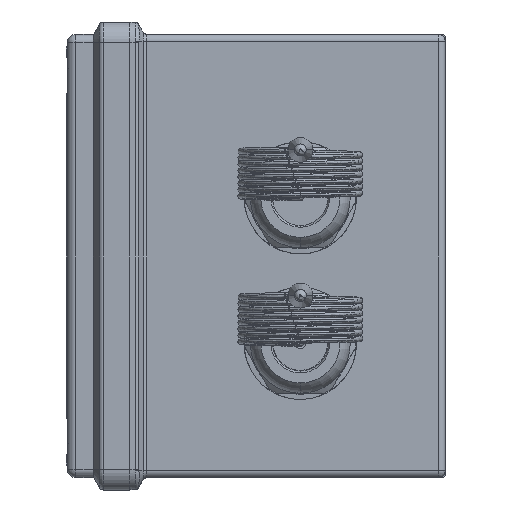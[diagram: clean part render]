
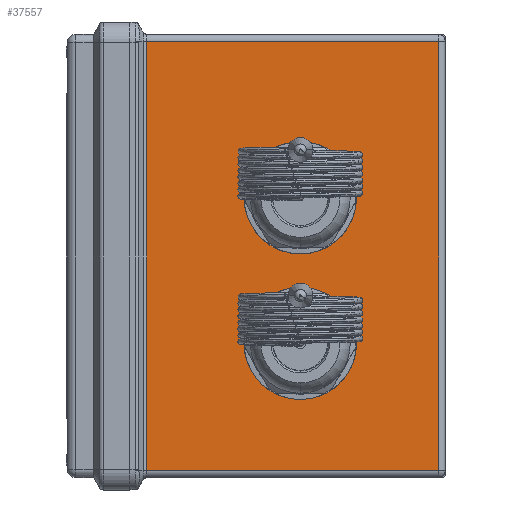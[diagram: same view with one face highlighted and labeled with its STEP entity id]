
A CAD part, left-side view. The second image highlights one B-rep face of the part: STEP entity #37557.
In plain terms, the highlighted planar face has unit normal (-1, 0, 0).
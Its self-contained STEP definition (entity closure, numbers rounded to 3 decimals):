
#1183 = DIRECTION ( 'NONE',  ( 0., 0., 1. ) ) ;
#1407 = CIRCLE ( 'NONE', #29593, 10.25 ) ;
#5694 = DIRECTION ( 'NONE',  ( -1., 0., 0. ) ) ;
#7556 = CARTESIAN_POINT ( 'NONE',  ( -82.3, -75.8, -53.3 ) ) ;
#8585 = VERTEX_POINT ( 'NONE', #26784 ) ;
#9618 = VERTEX_POINT ( 'NONE', #82480 ) ;
#9703 = FACE_BOUND ( 'NONE', #31731, .T. ) ;
#9844 = ORIENTED_EDGE ( 'NONE', *, *, #28213, .F. ) ;
#10398 = EDGE_CURVE ( 'NONE', #27965, #34826, #48642, .T. ) ;
#10442 = CARTESIAN_POINT ( 'NONE',  ( -82.3, -41., 14. ) ) ;
#11376 = AXIS2_PLACEMENT_3D ( 'NONE', #44934, #5694, #51481 ) ;
#12298 = CARTESIAN_POINT ( 'NONE',  ( -82.3, -4.056, -53.3 ) ) ;
#15078 = CARTESIAN_POINT ( 'NONE',  ( -82.3, -4.056, 51.5 ) ) ;
#15826 = CARTESIAN_POINT ( 'NONE',  ( -82.3, -41., 3.75 ) ) ;
#15909 = CIRCLE ( 'NONE', #11376, 10.25 ) ;
#16570 = VECTOR ( 'NONE', #1183, 1000. ) ;
#16861 = FACE_OUTER_BOUND ( 'NONE', #36321, .T. ) ;
#17015 = DIRECTION ( 'NONE',  ( 0., 0., 1. ) ) ;
#17052 = AXIS2_PLACEMENT_3D ( 'NONE', #10442, #56200, #17015 ) ;
#18523 = EDGE_CURVE ( 'NONE', #46397, #25334, #15909, .T. ) ;
#18611 = LINE ( 'NONE', #66578, #16570 ) ;
#19692 = ORIENTED_EDGE ( 'NONE', *, *, #30332, .F. ) ;
#20818 = DIRECTION ( 'NONE',  ( -1., 0., 0. ) ) ;
#22610 = ORIENTED_EDGE ( 'NONE', *, *, #68929, .T. ) ;
#25068 = DIRECTION ( 'NONE',  ( -1., 0., 0. ) ) ;
#25334 = VERTEX_POINT ( 'NONE', #39331 ) ;
#26109 = EDGE_CURVE ( 'NONE', #38439, #27965, #84321, .T. ) ;
#26447 = CARTESIAN_POINT ( 'NONE',  ( -82.3, -41., -31.25 ) ) ;
#26784 = CARTESIAN_POINT ( 'NONE',  ( -82.3, -41., 24.25 ) ) ;
#27006 = ORIENTED_EDGE ( 'NONE', *, *, #10398, .T. ) ;
#27328 = ORIENTED_EDGE ( 'NONE', *, *, #26109, .T. ) ;
#27965 = VERTEX_POINT ( 'NONE', #75090 ) ;
#28213 = EDGE_CURVE ( 'NONE', #8585, #78954, #1407, .T. ) ;
#28793 = CARTESIAN_POINT ( 'NONE',  ( -82.3, -41., 14. ) ) ;
#29593 = AXIS2_PLACEMENT_3D ( 'NONE', #28793, #74479, #35370 ) ;
#30332 = EDGE_CURVE ( 'NONE', #78954, #8585, #48353, .T. ) ;
#31083 = AXIS2_PLACEMENT_3D ( 'NONE', #64227, #25068, #70826 ) ;
#31731 = EDGE_LOOP ( 'NONE', ( #36550, #47241 ) ) ;
#34239 = FACE_BOUND ( 'NONE', #34377, .T. ) ;
#34377 = EDGE_LOOP ( 'NONE', ( #9844, #19692 ) ) ;
#34553 = VECTOR ( 'NONE', #58058, 1000. ) ;
#34826 = VERTEX_POINT ( 'NONE', #56739 ) ;
#35370 = DIRECTION ( 'NONE',  ( 0., 0., 1. ) ) ;
#36321 = EDGE_LOOP ( 'NONE', ( #27006, #22610, #67079, #27328 ) ) ;
#36550 = ORIENTED_EDGE ( 'NONE', *, *, #37729, .F. ) ;
#37557 = ADVANCED_FACE ( 'NONE', ( #34239, #9703, #16861 ), #72824, .T. ) ;
#37729 = EDGE_CURVE ( 'NONE', #25334, #46397, #62895, .T. ) ;
#38439 = VERTEX_POINT ( 'NONE', #15078 ) ;
#39331 = CARTESIAN_POINT ( 'NONE',  ( -82.3, -41., -10.75 ) ) ;
#44934 = CARTESIAN_POINT ( 'NONE',  ( -82.3, -41., -21. ) ) ;
#46397 = VERTEX_POINT ( 'NONE', #26447 ) ;
#47241 = ORIENTED_EDGE ( 'NONE', *, *, #18523, .F. ) ;
#48353 = CIRCLE ( 'NONE', #17052, 10.25 ) ;
#48642 = LINE ( 'NONE', #50782, #81181 ) ;
#48651 = EDGE_CURVE ( 'NONE', #9618, #38439, #80442, .T. ) ;
#49777 = DIRECTION ( 'NONE',  ( 0., -1., 0. ) ) ;
#50782 = CARTESIAN_POINT ( 'NONE',  ( -82.3, -75.8, -51.5 ) ) ;
#51481 = DIRECTION ( 'NONE',  ( 0., 0., 1. ) ) ;
#56200 = DIRECTION ( 'NONE',  ( -1., 0., 0. ) ) ;
#56739 = CARTESIAN_POINT ( 'NONE',  ( -82.3, -74.3, -51.5 ) ) ;
#58058 = DIRECTION ( 'NONE',  ( 0., 0., -1. ) ) ;
#59241 = VECTOR ( 'NONE', #83283, 1000. ) ;
#62895 = CIRCLE ( 'NONE', #31083, 10.25 ) ;
#63872 = CARTESIAN_POINT ( 'NONE',  ( -82.3, -75.8, 51.5 ) ) ;
#64227 = CARTESIAN_POINT ( 'NONE',  ( -82.3, -41., -21. ) ) ;
#66578 = CARTESIAN_POINT ( 'NONE',  ( -82.3, -74.3, -53.3 ) ) ;
#66579 = DIRECTION ( 'NONE',  ( 0., 0., 1. ) ) ;
#67079 = ORIENTED_EDGE ( 'NONE', *, *, #48651, .T. ) ;
#68929 = EDGE_CURVE ( 'NONE', #34826, #9618, #18611, .T. ) ;
#70826 = DIRECTION ( 'NONE',  ( 0., 0., 1. ) ) ;
#72824 = PLANE ( 'NONE',  #80657 ) ;
#74479 = DIRECTION ( 'NONE',  ( -1., 0., 0. ) ) ;
#75090 = CARTESIAN_POINT ( 'NONE',  ( -82.3, -4.056, -51.5 ) ) ;
#78954 = VERTEX_POINT ( 'NONE', #15826 ) ;
#80442 = LINE ( 'NONE', #63872, #59241 ) ;
#80657 = AXIS2_PLACEMENT_3D ( 'NONE', #7556, #20818, #66579 ) ;
#81181 = VECTOR ( 'NONE', #49777, 1000. ) ;
#82480 = CARTESIAN_POINT ( 'NONE',  ( -82.3, -74.3, 51.5 ) ) ;
#83283 = DIRECTION ( 'NONE',  ( 0., 1., 0. ) ) ;
#84321 = LINE ( 'NONE', #12298, #34553 ) ;
